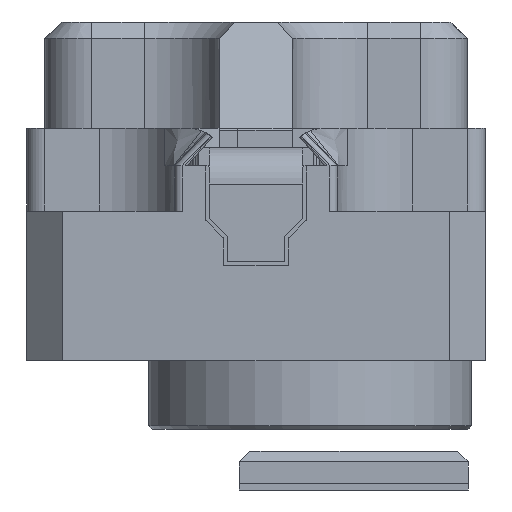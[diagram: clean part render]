
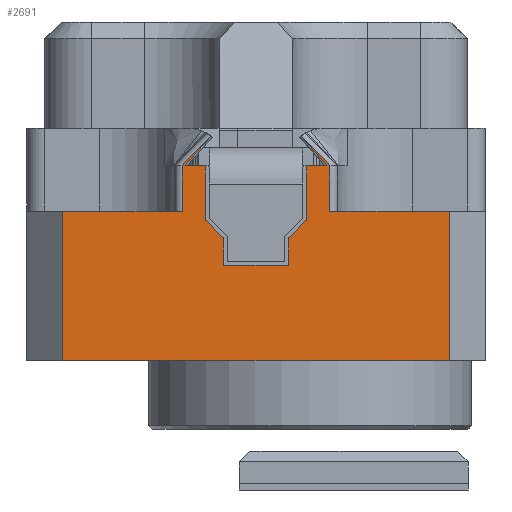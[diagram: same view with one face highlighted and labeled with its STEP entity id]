
A CAD part, front view. The second image highlights one B-rep face of the part: STEP entity #2691.
In plain terms, the highlighted planar face has unit normal (0, -1, 0).
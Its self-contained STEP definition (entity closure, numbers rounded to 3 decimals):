
#1299=CIRCLE('',#36966,0.05);
#1300=CIRCLE('',#36967,0.05);
#1301=CIRCLE('',#36968,1.05);
#1302=CIRCLE('',#36969,1.05);
#1303=CIRCLE('',#36970,0.05);
#1304=CIRCLE('',#36971,0.05);
#2691=ADVANCED_FACE('',(#5985),#4414,.T.);
#4414=PLANE('',#36972);
#5985=FACE_OUTER_BOUND('',#7978,.T.);
#7978=EDGE_LOOP('',(#16161,#16162,#16163,#16164,#16165,#16166,#16167,#16168,
#16169,#16170,#16171,#16172,#16173,#16174,#16175,#16176,#16177,#16178,#16179,
#16180,#16181,#16182,#16183,#16184,#16185,#16186));
#16161=ORIENTED_EDGE('',*,*,#27127,.T.);
#16162=ORIENTED_EDGE('',*,*,#27128,.T.);
#16163=ORIENTED_EDGE('',*,*,#27129,.T.);
#16164=ORIENTED_EDGE('',*,*,#27130,.T.);
#16165=ORIENTED_EDGE('',*,*,#27131,.T.);
#16166=ORIENTED_EDGE('',*,*,#27132,.F.);
#16167=ORIENTED_EDGE('',*,*,#27133,.T.);
#16168=ORIENTED_EDGE('',*,*,#27134,.T.);
#16169=ORIENTED_EDGE('',*,*,#27135,.T.);
#16170=ORIENTED_EDGE('',*,*,#27136,.T.);
#16171=ORIENTED_EDGE('',*,*,#27137,.T.);
#16172=ORIENTED_EDGE('',*,*,#27138,.T.);
#16173=ORIENTED_EDGE('',*,*,#27139,.T.);
#16174=ORIENTED_EDGE('',*,*,#27140,.T.);
#16175=ORIENTED_EDGE('',*,*,#27141,.T.);
#16176=ORIENTED_EDGE('',*,*,#27142,.T.);
#16177=ORIENTED_EDGE('',*,*,#27143,.F.);
#16178=ORIENTED_EDGE('',*,*,#27144,.F.);
#16179=ORIENTED_EDGE('',*,*,#27145,.T.);
#16180=ORIENTED_EDGE('',*,*,#27096,.F.);
#16181=ORIENTED_EDGE('',*,*,#27146,.T.);
#16182=ORIENTED_EDGE('',*,*,#27147,.T.);
#16183=ORIENTED_EDGE('',*,*,#27148,.T.);
#16184=ORIENTED_EDGE('',*,*,#27149,.T.);
#16185=ORIENTED_EDGE('',*,*,#27150,.T.);
#16186=ORIENTED_EDGE('',*,*,#27151,.T.);
#22704=VERTEX_POINT('',#55315);
#22706=VERTEX_POINT('',#55318);
#22736=VERTEX_POINT('',#55380);
#22737=VERTEX_POINT('',#55381);
#22738=VERTEX_POINT('',#55383);
#22739=VERTEX_POINT('',#55385);
#22740=VERTEX_POINT('',#55387);
#22741=VERTEX_POINT('',#55389);
#22742=VERTEX_POINT('',#55391);
#22743=VERTEX_POINT('',#55393);
#22744=VERTEX_POINT('',#55395);
#22745=VERTEX_POINT('',#55397);
#22746=VERTEX_POINT('',#55399);
#22747=VERTEX_POINT('',#55401);
#22748=VERTEX_POINT('',#55403);
#22749=VERTEX_POINT('',#55405);
#22750=VERTEX_POINT('',#55407);
#22751=VERTEX_POINT('',#55409);
#22752=VERTEX_POINT('',#55411);
#22753=VERTEX_POINT('',#55413);
#22754=VERTEX_POINT('',#55415);
#22755=VERTEX_POINT('',#55418);
#22756=VERTEX_POINT('',#55420);
#22757=VERTEX_POINT('',#55422);
#22758=VERTEX_POINT('',#55424);
#22759=VERTEX_POINT('',#55426);
#27096=EDGE_CURVE('',#22704,#22706,#31372,.T.);
#27127=EDGE_CURVE('',#22736,#22737,#31390,.T.);
#27128=EDGE_CURVE('',#22737,#22738,#1299,.T.);
#27129=EDGE_CURVE('',#22738,#22739,#31391,.T.);
#27130=EDGE_CURVE('',#22739,#22740,#1300,.T.);
#27131=EDGE_CURVE('',#22740,#22741,#31392,.T.);
#27132=EDGE_CURVE('',#22742,#22741,#31393,.T.);
#27133=EDGE_CURVE('',#22742,#22743,#31394,.T.);
#27134=EDGE_CURVE('',#22743,#22744,#1301,.T.);
#27135=EDGE_CURVE('',#22744,#22745,#31395,.T.);
#27136=EDGE_CURVE('',#22745,#22746,#31396,.T.);
#27137=EDGE_CURVE('',#22746,#22747,#31397,.T.);
#27138=EDGE_CURVE('',#22747,#22748,#31398,.T.);
#27139=EDGE_CURVE('',#22748,#22749,#31399,.T.);
#27140=EDGE_CURVE('',#22749,#22750,#31400,.T.);
#27141=EDGE_CURVE('',#22750,#22751,#31401,.T.);
#27142=EDGE_CURVE('',#22751,#22752,#31402,.T.);
#27143=EDGE_CURVE('',#22753,#22752,#31403,.T.);
#27144=EDGE_CURVE('',#22754,#22753,#1302,.T.);
#27145=EDGE_CURVE('',#22754,#22706,#31404,.T.);
#27146=EDGE_CURVE('',#22704,#22755,#31405,.T.);
#27147=EDGE_CURVE('',#22755,#22756,#1303,.T.);
#27148=EDGE_CURVE('',#22756,#22757,#31406,.T.);
#27149=EDGE_CURVE('',#22757,#22758,#1304,.T.);
#27150=EDGE_CURVE('',#22758,#22759,#31407,.T.);
#27151=EDGE_CURVE('',#22759,#22736,#31408,.T.);
#31372=LINE('',#55317,#34485);
#31390=LINE('',#55379,#34503);
#31391=LINE('',#55384,#34504);
#31392=LINE('',#55388,#34505);
#31393=LINE('',#55390,#34506);
#31394=LINE('',#55392,#34507);
#31395=LINE('',#55396,#34508);
#31396=LINE('',#55398,#34509);
#31397=LINE('',#55400,#34510);
#31398=LINE('',#55402,#34511);
#31399=LINE('',#55404,#34512);
#31400=LINE('',#55406,#34513);
#31401=LINE('',#55408,#34514);
#31402=LINE('',#55410,#34515);
#31403=LINE('',#55412,#34516);
#31404=LINE('',#55416,#34517);
#31405=LINE('',#55417,#34518);
#31406=LINE('',#55421,#34519);
#31407=LINE('',#55425,#34520);
#31408=LINE('',#55427,#34521);
#34485=VECTOR('',#42538,1.);
#34503=VECTOR('',#42584,1.);
#34504=VECTOR('',#42587,1.);
#34505=VECTOR('',#42590,1.);
#34506=VECTOR('',#42591,1.);
#34507=VECTOR('',#42592,1.);
#34508=VECTOR('',#42595,1.);
#34509=VECTOR('',#42596,1.);
#34510=VECTOR('',#42597,1.);
#34511=VECTOR('',#42598,1.);
#34512=VECTOR('',#42599,1.);
#34513=VECTOR('',#42600,1.);
#34514=VECTOR('',#42601,1.);
#34515=VECTOR('',#42602,1.);
#34516=VECTOR('',#42603,1.);
#34517=VECTOR('',#42606,1.);
#34518=VECTOR('',#42607,1.);
#34519=VECTOR('',#42610,1.);
#34520=VECTOR('',#42613,1.);
#34521=VECTOR('',#42614,1.);
#36966=AXIS2_PLACEMENT_3D('',#55382,#42585,#42586);
#36967=AXIS2_PLACEMENT_3D('',#55386,#42588,#42589);
#36968=AXIS2_PLACEMENT_3D('',#55394,#42593,#42594);
#36969=AXIS2_PLACEMENT_3D('',#55414,#42604,#42605);
#36970=AXIS2_PLACEMENT_3D('',#55419,#42608,#42609);
#36971=AXIS2_PLACEMENT_3D('',#55423,#42611,#42612);
#36972=AXIS2_PLACEMENT_3D('',#55428,#42615,#42616);
#42538=DIRECTION('',(1.,0.,0.));
#42584=DIRECTION('',(0.,0.,1.));
#42585=DIRECTION('',(0.,-1.,0.));
#42586=DIRECTION('',(0.,0.,1.));
#42587=DIRECTION('',(-0.707,0.,0.707));
#42588=DIRECTION('',(0.,1.,0.));
#42589=DIRECTION('',(0.,0.,1.));
#42590=DIRECTION('',(0.,0.,1.));
#42591=DIRECTION('',(1.,0.,0.));
#42592=DIRECTION('',(0.651,0.,0.759));
#42593=DIRECTION('',(0.,-1.,0.));
#42594=DIRECTION('',(1.,0.,0.));
#42595=DIRECTION('',(-0.69,0.,-0.724));
#42596=DIRECTION('',(0.,0.,-1.));
#42597=DIRECTION('',(-1.,0.,0.));
#42598=DIRECTION('',(0.,0.,-1.));
#42599=DIRECTION('',(1.,0.,0.));
#42600=DIRECTION('',(0.,0.,1.));
#42601=DIRECTION('',(-1.,0.,0.));
#42602=DIRECTION('',(0.,0.,1.));
#42603=DIRECTION('',(0.69,0.,-0.724));
#42604=DIRECTION('',(0.,1.,0.));
#42605=DIRECTION('',(-1.,0.,0.));
#42606=DIRECTION('',(0.651,0.,-0.759));
#42607=DIRECTION('',(0.,0.,-1.));
#42608=DIRECTION('',(0.,1.,0.));
#42609=DIRECTION('',(0.,0.,1.));
#42610=DIRECTION('',(-0.707,0.,-0.707));
#42611=DIRECTION('',(0.,-1.,0.));
#42612=DIRECTION('',(0.,0.,1.));
#42613=DIRECTION('',(0.,0.,-1.));
#42614=DIRECTION('',(-1.,0.,0.));
#42615=DIRECTION('',(0.,-1.,0.));
#42616=DIRECTION('',(0.,0.,1.));
#55315=CARTESIAN_POINT('',(-36.633,-11.75,55.4));
#55317=CARTESIAN_POINT('',(-39.933,-11.75,55.4));
#55318=CARTESIAN_POINT('',(-36.067,-11.75,55.4));
#55379=CARTESIAN_POINT('',(-38.933,-11.75,52.645));
#55380=CARTESIAN_POINT('',(-38.933,-11.75,52.645));
#55381=CARTESIAN_POINT('',(-38.933,-11.75,53.382));
#55382=CARTESIAN_POINT('',(-38.983,-11.75,53.382));
#55383=CARTESIAN_POINT('',(-38.947,-11.75,53.418));
#55384=CARTESIAN_POINT('',(-38.933,-11.75,53.403));
#55385=CARTESIAN_POINT('',(-39.418,-11.75,53.889));
#55386=CARTESIAN_POINT('',(-39.383,-11.75,53.924));
#55387=CARTESIAN_POINT('',(-39.433,-11.75,53.924));
#55388=CARTESIAN_POINT('',(-39.433,-11.75,53.903));
#55389=CARTESIAN_POINT('',(-39.433,-11.75,55.4));
#55390=CARTESIAN_POINT('',(-39.933,-11.75,55.4));
#55391=CARTESIAN_POINT('',(-39.998,-11.75,55.4));
#55392=CARTESIAN_POINT('',(-39.287,-11.75,56.23));
#55393=CARTESIAN_POINT('',(-39.288,-11.75,56.229));
#55394=CARTESIAN_POINT('',(-39.933,-11.75,55.4));
#55395=CARTESIAN_POINT('',(-39.291,-11.75,56.231));
#55396=CARTESIAN_POINT('',(-39.213,-11.75,56.313));
#55397=CARTESIAN_POINT('',(-40.083,-11.75,55.4));
#55398=CARTESIAN_POINT('',(-40.083,-11.75,54.15));
#55399=CARTESIAN_POINT('',(-40.083,-11.75,54.15));
#55400=CARTESIAN_POINT('',(-40.283,-11.75,54.15));
#55401=CARTESIAN_POINT('',(-43.383,-11.75,54.15));
#55402=CARTESIAN_POINT('',(-43.383,-11.75,50.));
#55403=CARTESIAN_POINT('',(-43.383,-11.75,50.));
#55404=CARTESIAN_POINT('',(-38.033,-11.75,50.));
#55405=CARTESIAN_POINT('',(-32.683,-11.75,50.));
#55406=CARTESIAN_POINT('',(-32.683,-11.75,50.));
#55407=CARTESIAN_POINT('',(-32.683,-11.75,54.15));
#55408=CARTESIAN_POINT('',(-31.683,-11.75,54.15));
#55409=CARTESIAN_POINT('',(-35.983,-11.75,54.15));
#55410=CARTESIAN_POINT('',(-35.983,-11.75,56.45));
#55411=CARTESIAN_POINT('',(-35.983,-11.75,55.4));
#55412=CARTESIAN_POINT('',(-36.852,-11.75,56.313));
#55413=CARTESIAN_POINT('',(-36.774,-11.75,56.231));
#55414=CARTESIAN_POINT('',(-36.133,-11.75,55.4));
#55415=CARTESIAN_POINT('',(-36.777,-11.75,56.229));
#55416=CARTESIAN_POINT('',(-36.095,-11.75,55.433));
#55417=CARTESIAN_POINT('',(-36.633,-11.75,55.405));
#55418=CARTESIAN_POINT('',(-36.633,-11.75,53.924));
#55419=CARTESIAN_POINT('',(-36.683,-11.75,53.924));
#55420=CARTESIAN_POINT('',(-36.647,-11.75,53.889));
#55421=CARTESIAN_POINT('',(-36.633,-11.75,53.903));
#55422=CARTESIAN_POINT('',(-37.118,-11.75,53.418));
#55423=CARTESIAN_POINT('',(-37.083,-11.75,53.382));
#55424=CARTESIAN_POINT('',(-37.133,-11.75,53.382));
#55425=CARTESIAN_POINT('',(-37.133,-11.75,53.403));
#55426=CARTESIAN_POINT('',(-37.133,-11.75,52.645));
#55427=CARTESIAN_POINT('',(-37.133,-11.75,52.645));
#55428=CARTESIAN_POINT('',(-38.033,-11.75,50.));
